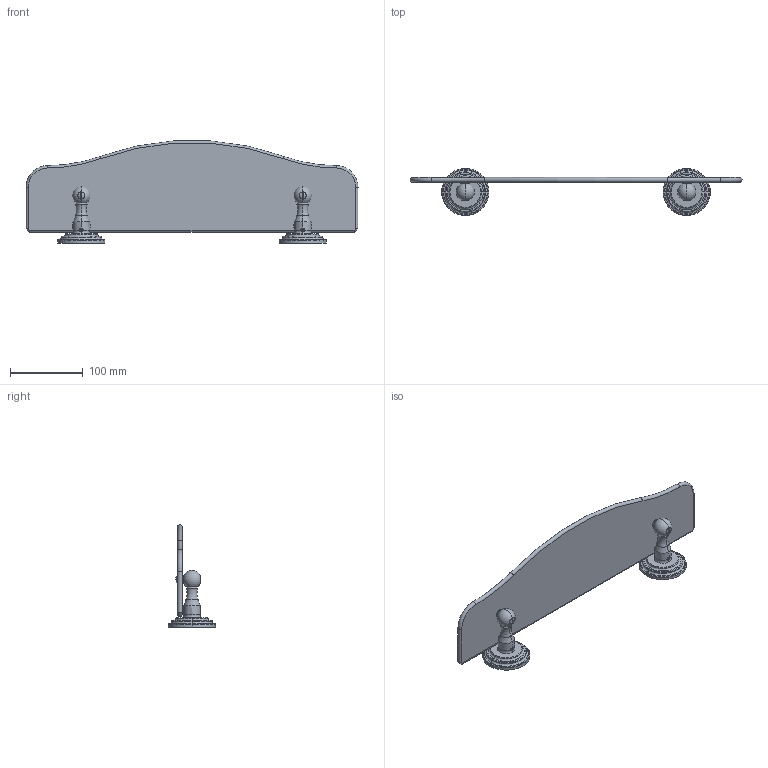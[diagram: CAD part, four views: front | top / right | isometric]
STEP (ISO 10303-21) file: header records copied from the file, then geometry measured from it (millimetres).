
FILE_DESCRIPTION((''),'2;1');
FILE_NAME('1134T-18_SW0001','2013-11-08T',('pnmurthy'),(''),'PRO/ENGINEER BY PARAMETRIC TECHNOLOGY CORPORATION, 2012230','PRO/ENGINEER BY PARAMETRIC TECHNOLOGY CORPORATION, 2012230','');
FILE_SCHEMA(('CONFIG_CONTROL_DESIGN'));
Length unit declared in the file: inch
Products named in the file (1): 1134T-18_SW0001
Bounding box: 457.2 x 65.02 x 140.73 mm (x, y, z)
Surface area: 136284.5 mm2 (no closed solid volume)
Topology: 0 solids, 25 shells, 200 faces, 652 edges, 472 vertices
Faces by surface type: plane 60, cylinder 55, torus 41, cone 18, bspline 14, sphere 12
Entity records: 9266 total; most frequent: CARTESIAN_POINT 3636, DIRECTION 1198, ORIENTED_EDGE 1016, EDGE_CURVE 636, VERTEX_POINT 472, AXIS2_PLACEMENT_3D 468, CIRCLE 282, VECTOR 262
